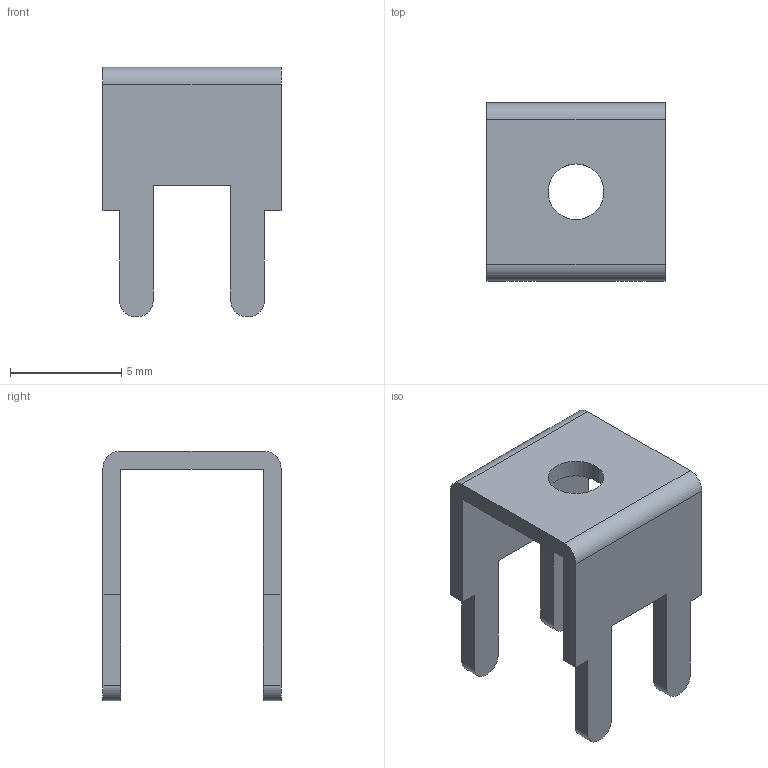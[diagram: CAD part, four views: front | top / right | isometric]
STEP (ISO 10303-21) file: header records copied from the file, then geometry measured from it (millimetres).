
FILE_DESCRIPTION(('FreeCAD Model'),'2;1');
FILE_NAME('lsf-kicad-lib.3dshapes/KEYSTONE-7698.step','2020-04-08T19:20:23',('kicad StepUp'),('ksu MCAD'), 'Open CASCADE STEP processor 7.3','FreeCAD','Unknown');
FILE_SCHEMA(('AUTOMOTIVE_DESIGN { 1 0 10303 214 1 1 1 1 }'));
Length unit declared in the file: millimetre
Products named in the file (1): KEYSTONE-7698
Bounding box: 8 x 8 x 11.2 mm (x, y, z)
Volume: 133.3 mm3; surface area: 414.7 mm2
Topology: 1 solids, 1 shells, 37 faces, 105 edges, 70 vertices
Faces by surface type: plane 26, cylinder 11
Full cylindrical faces by diameter (mm): 2.5 x1
Entity records: 1226 total; most frequent: CARTESIAN_POINT 213, ORIENTED_EDGE 210, DIRECTION 203, EDGE_CURVE 105, LINE 83, VECTOR 83, VERTEX_POINT 70, AXIS2_PLACEMENT_3D 60
